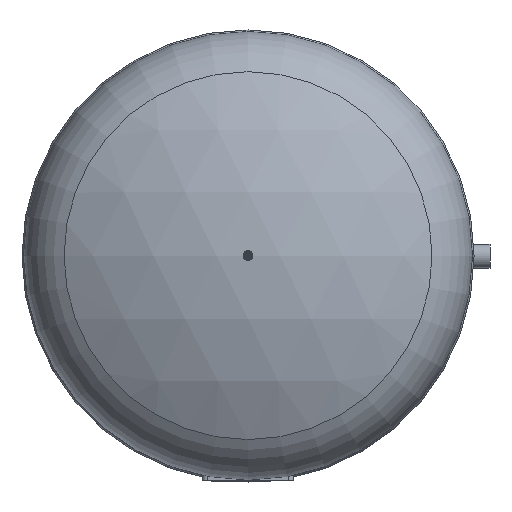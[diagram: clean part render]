
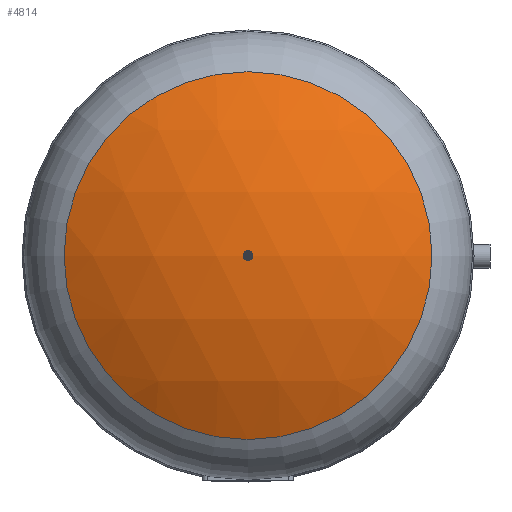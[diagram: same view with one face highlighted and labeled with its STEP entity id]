
A CAD part, top view. The second image highlights one B-rep face of the part: STEP entity #4814.
In plain terms, the highlighted spherical face has radius 546.2 mm.
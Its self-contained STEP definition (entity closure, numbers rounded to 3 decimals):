
#15=SPHERICAL_SURFACE('',#5329,546.2);
#1271=FACE_OUTER_BOUND('',#1597,.T.);
#1597=EDGE_LOOP('',(#4209));
#1892=CIRCLE('',#5330,260.02);
#2337=VERTEX_POINT('',#8384);
#2980=EDGE_CURVE('',#2337,#2337,#1892,.T.);
#4209=ORIENTED_EDGE('',*,*,#2980,.T.);
#4814=ADVANCED_FACE('',(#1271),#15,.T.);
#5329=AXIS2_PLACEMENT_3D('',#8383,#6658,#6659);
#5330=AXIS2_PLACEMENT_3D('',#8385,#6660,#6661);
#6658=DIRECTION('center_axis',(0.,-1.,0.));
#6659=DIRECTION('ref_axis',(1.,0.,0.));
#6660=DIRECTION('center_axis',(0.,0.,
1.));
#6661=DIRECTION('ref_axis',(1.,0.,0.));
#8383=CARTESIAN_POINT('Origin',(0.,0.,206.8));
#8384=CARTESIAN_POINT('',(-260.02,0.,687.137));
#8385=CARTESIAN_POINT('Origin',(0.,0.,687.137));
